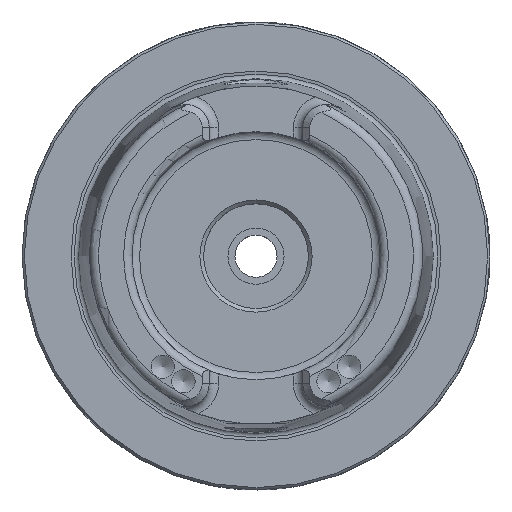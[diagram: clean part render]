
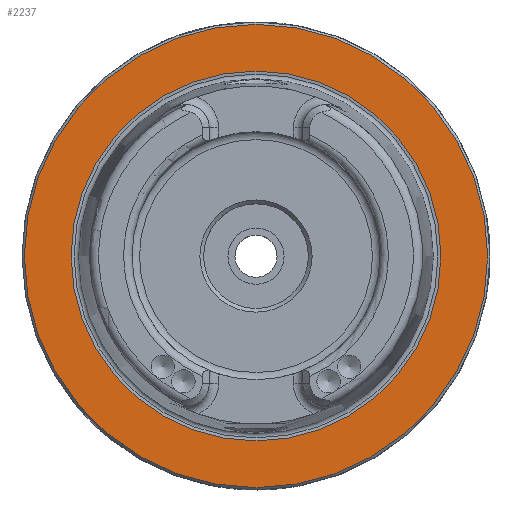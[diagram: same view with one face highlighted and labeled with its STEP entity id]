
A CAD part, top view. The second image highlights one B-rep face of the part: STEP entity #2237.
In plain terms, the highlighted planar face has unit normal (0, 0, 1).
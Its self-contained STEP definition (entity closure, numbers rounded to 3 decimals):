
#754=ORIENTED_EDGE('',*,*,#1204,.T.);
#755=ORIENTED_EDGE('',*,*,#1202,.F.);
#1202=EDGE_CURVE('',#1439,#1439,#1571,.T.);
#1204=EDGE_CURVE('',#1441,#1441,#1573,.T.);
#1439=VERTEX_POINT('',#4195);
#1441=VERTEX_POINT('',#4200);
#1571=CIRCLE('',#2493,39.511);
#1573=CIRCLE('',#2496,49.5);
#1748=EDGE_LOOP('',(#754));
#1749=EDGE_LOOP('',(#755));
#1990=FACE_BOUND('',#1748,.T.);
#1991=FACE_BOUND('',#1749,.T.);
#2139=PLANE('',#2495);
#2237=ADVANCED_FACE('',(#1990,#1991),#2139,.T.);
#2493=AXIS2_PLACEMENT_3D('',#4194,#3051,#3052);
#2495=AXIS2_PLACEMENT_3D('',#4198,#3055,#3056);
#2496=AXIS2_PLACEMENT_3D('',#4199,#3057,#3058);
#3051=DIRECTION('',(0.,0.,1.));
#3052=DIRECTION('',(1.,0.,0.));
#3055=DIRECTION('',(0.,0.,1.));
#3056=DIRECTION('',(1.,0.,0.));
#3057=DIRECTION('',(0.,0.,1.));
#3058=DIRECTION('',(1.,0.,0.));
#4194=CARTESIAN_POINT('',(0.,0.,0.));
#4195=CARTESIAN_POINT('',(39.511,0.,0.));
#4198=CARTESIAN_POINT('',(49.5,0.,0.));
#4199=CARTESIAN_POINT('',(0.,0.,0.));
#4200=CARTESIAN_POINT('',(49.5,0.,0.));
